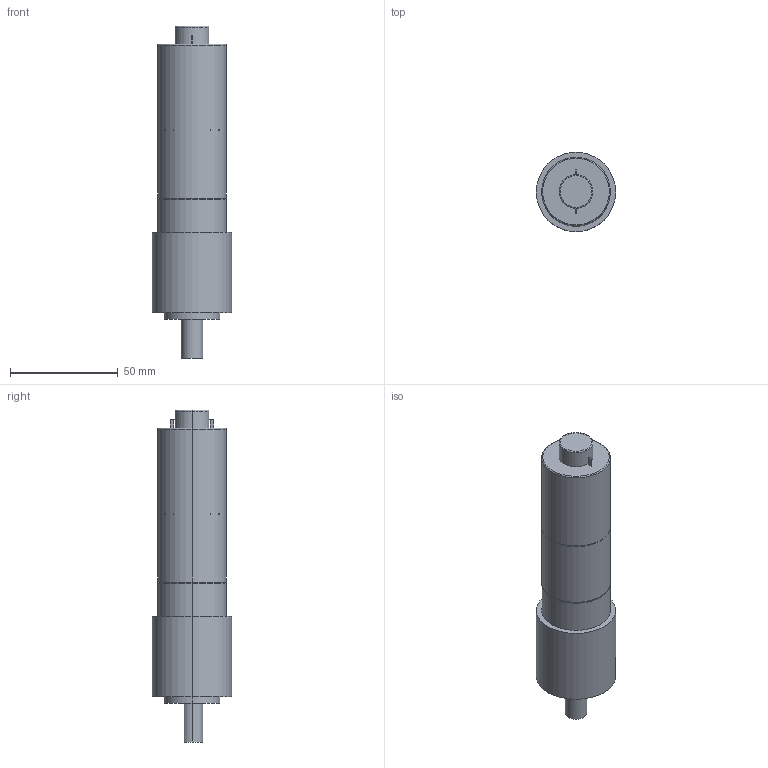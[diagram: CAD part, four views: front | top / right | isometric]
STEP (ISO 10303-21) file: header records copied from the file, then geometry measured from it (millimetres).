
FILE_DESCRIPTION (( 'STEP AP203' ), '1' );
FILE_NAME ('maxon motor 2_Default_sldprt.STEP', '2018-04-16T08:21:51', ( '' ), ( '' ), 'SwSTEP 2.0', 'SolidWorks 2016', '' );
FILE_SCHEMA (( 'CONFIG_CONTROL_DESIGN' ));
Length unit declared in the file: millimetre
Products named in the file (1): maxon motor 2_Default_sldprt
Bounding box: 37 x 37 x 154.4 mm (x, y, z)
Volume: 114896.2 mm3; surface area: 17561.7 mm2
Topology: 1 solids, 2 shells, 55 faces, 114 edges, 74 vertices
Faces by surface type: cylinder 29, plane 20, torus 6
Entity records: 1569 total; most frequent: DIRECTION 296, CARTESIAN_POINT 244, ORIENTED_EDGE 228, AXIS2_PLACEMENT_3D 126, EDGE_CURVE 114, VERTEX_POINT 74, CIRCLE 70, EDGE_LOOP 68
